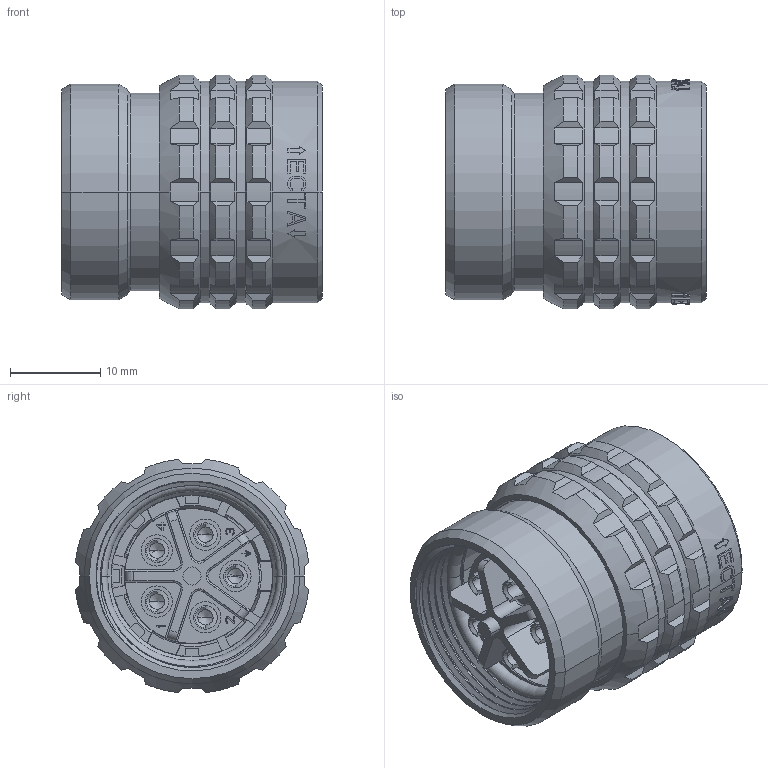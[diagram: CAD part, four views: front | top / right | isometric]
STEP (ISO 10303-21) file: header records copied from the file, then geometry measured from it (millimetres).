
FILE_DESCRIPTION((''),'2;1');
FILE_NAME('1331M295MZ','2024-07-23T08:59:18',('paultorloting'),('NET AG system integration'),'CREO PARAMETRIC BY PTC INC, 2021404','CREO PARAMETRIC BY PTC INC, 2021404','');
FILE_SCHEMA(('AUTOMOTIVE_DESIGN { 1 0 10303 214 1 1 1 1 }'));
Length unit declared in the file: millimetre
Products named in the file (1): 1331M295MZ
Bounding box: 28.8 x 25.82 x 25.82 mm (x, y, z)
Volume: 9321.6 mm3; surface area: 8720.5 mm2
Topology: 1 solids, 2 shells, 1146 faces, 3049 edges, 1986 vertices
Faces by surface type: plane 662, cylinder 303, cone 94, torus 63, bspline 16, sphere 8
Entity records: 49387 total; most frequent: CARTESIAN_POINT 15248, ORIENTED_EDGE 6062, DIRECTION 5717, EDGE_CURVE 3031, AXIS2_PLACEMENT_3D 2041, VERTEX_POINT 1986, VECTOR 1632, LINE 1632
